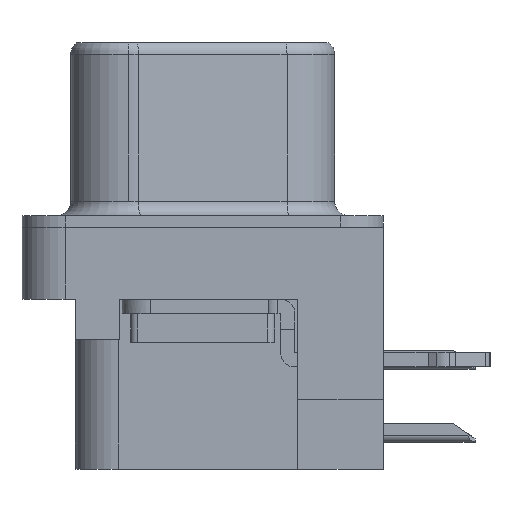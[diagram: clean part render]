
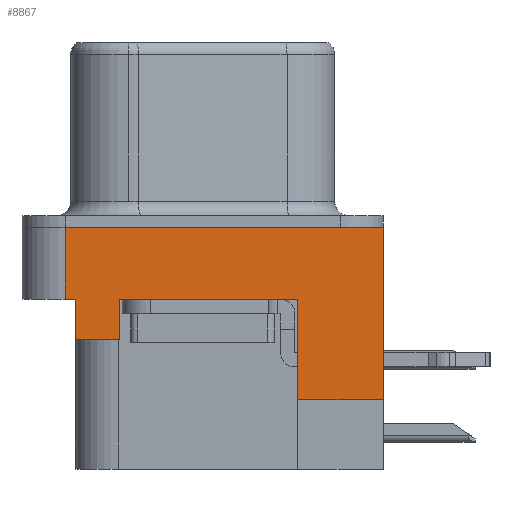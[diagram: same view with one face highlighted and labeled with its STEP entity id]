
A CAD part, left-side view. The second image highlights one B-rep face of the part: STEP entity #8867.
In plain terms, the highlighted planar face has unit normal (-1, 0, 0).
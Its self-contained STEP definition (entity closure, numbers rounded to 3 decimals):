
#141 = LINE ( 'NONE', #14012, #7975 ) ;
#431 = LINE ( 'NONE', #13327, #18329 ) ;
#555 = CARTESIAN_POINT ( 'NONE',  ( -2.935, -6.275, -6. ) ) ;
#926 = FACE_OUTER_BOUND ( 'NONE', #3855, .T. ) ;
#1083 = VECTOR ( 'NONE', #17799, 1000. ) ;
#1831 = VECTOR ( 'NONE', #17971, 1000. ) ;
#2492 = CARTESIAN_POINT ( 'NONE',  ( -2.935, 2.895, -3.9 ) ) ;
#2542 = DIRECTION ( 'NONE',  ( 0., 1., 0. ) ) ;
#2582 = CARTESIAN_POINT ( 'NONE',  ( -2.935, 4.425, -3.9 ) ) ;
#2764 = LINE ( 'NONE', #12517, #6710 ) ;
#3009 = VECTOR ( 'NONE', #2542, 1000. ) ;
#3855 = EDGE_LOOP ( 'NONE', ( #10037, #13105, #17456, #18115, #10275, #6522, #10268, #15580, #10810, #6246 ) ) ;
#5111 = VERTEX_POINT ( 'NONE', #9880 ) ;
#6223 = VECTOR ( 'NONE', #14434, 1000. ) ;
#6246 = ORIENTED_EDGE ( 'NONE', *, *, #11323, .F. ) ;
#6522 = ORIENTED_EDGE ( 'NONE', *, *, #8304, .F. ) ;
#6710 = VECTOR ( 'NONE', #18271, 1000. ) ;
#7540 = CARTESIAN_POINT ( 'NONE',  ( -2.935, 2.895, -2.5 ) ) ;
#7573 = LINE ( 'NONE', #17293, #11312 ) ;
#7723 = DIRECTION ( 'NONE',  ( 0., 0., 1. ) ) ;
#7729 = DIRECTION ( 'NONE',  ( -1., 0., 0. ) ) ;
#7769 = PLANE ( 'NONE',  #8887 ) ;
#7868 = CARTESIAN_POINT ( 'NONE',  ( -2.935, -6.275, -2.5 ) ) ;
#7975 = VECTOR ( 'NONE', #9730, 1000. ) ;
#8304 = EDGE_CURVE ( 'NONE', #16108, #16231, #9834, .T. ) ;
#8705 = CARTESIAN_POINT ( 'NONE',  ( -2.935, 4.425, -3.9 ) ) ;
#8719 = DIRECTION ( 'NONE',  ( 0., 0., 1. ) ) ;
#8841 = LINE ( 'NONE', #10638, #1083 ) ;
#8867 = ADVANCED_FACE ( 'NONE', ( #926 ), #7769, .T. ) ;
#8887 = AXIS2_PLACEMENT_3D ( 'NONE', #7868, #7729, #7723 ) ;
#9369 = CARTESIAN_POINT ( 'NONE',  ( -2.935, -6.275, -2.5 ) ) ;
#9502 = EDGE_CURVE ( 'NONE', #9838, #16108, #14472, .T. ) ;
#9565 = LINE ( 'NONE', #9369, #1831 ) ;
#9730 = DIRECTION ( 'NONE',  ( 0., 1., 0. ) ) ;
#9756 = CARTESIAN_POINT ( 'NONE',  ( -2.935, -3.295, -2.5 ) ) ;
#9813 = EDGE_CURVE ( 'NONE', #14787, #13272, #9565, .T. ) ;
#9834 = LINE ( 'NONE', #12486, #16997 ) ;
#9838 = VERTEX_POINT ( 'NONE', #15115 ) ;
#9880 = CARTESIAN_POINT ( 'NONE',  ( -2.935, -3.295, -6. ) ) ;
#9891 = VECTOR ( 'NONE', #11111, 1000. ) ;
#10037 = ORIENTED_EDGE ( 'NONE', *, *, #16477, .F. ) ;
#10268 = ORIENTED_EDGE ( 'NONE', *, *, #9502, .F. ) ;
#10275 = ORIENTED_EDGE ( 'NONE', *, *, #14852, .T. ) ;
#10389 = CARTESIAN_POINT ( 'NONE',  ( -2.935, 4.425, -2.5 ) ) ;
#10446 = VERTEX_POINT ( 'NONE', #16245 ) ;
#10638 = CARTESIAN_POINT ( 'NONE',  ( -2.935, -3.295, -8.4 ) ) ;
#10810 = ORIENTED_EDGE ( 'NONE', *, *, #9813, .T. ) ;
#11111 = DIRECTION ( 'NONE',  ( 0., 0., 1. ) ) ;
#11312 = VECTOR ( 'NONE', #8719, 1000. ) ;
#11323 = EDGE_CURVE ( 'NONE', #5111, #13272, #8841, .T. ) ;
#11576 = EDGE_CURVE ( 'NONE', #9838, #14787, #13398, .T. ) ;
#11918 = DIRECTION ( 'NONE',  ( 0., -1., 0. ) ) ;
#11999 = VERTEX_POINT ( 'NONE', #16694 ) ;
#12486 = CARTESIAN_POINT ( 'NONE',  ( -2.935, 4.425, -3.9 ) ) ;
#12517 = CARTESIAN_POINT ( 'NONE',  ( -2.935, 4.775, -2.5 ) ) ;
#12522 = DIRECTION ( 'NONE',  ( 0., 0., 1. ) ) ;
#13105 = ORIENTED_EDGE ( 'NONE', *, *, #15504, .T. ) ;
#13272 = VERTEX_POINT ( 'NONE', #9756 ) ;
#13327 = CARTESIAN_POINT ( 'NONE',  ( -2.935, -6.275, -2.5 ) ) ;
#13398 = LINE ( 'NONE', #2492, #9891 ) ;
#13683 = VERTEX_POINT ( 'NONE', #555 ) ;
#13735 = LINE ( 'NONE', #18759, #6223 ) ;
#14012 = CARTESIAN_POINT ( 'NONE',  ( -2.935, -6.495, -6. ) ) ;
#14434 = DIRECTION ( 'NONE',  ( 0., -1., 0. ) ) ;
#14472 = LINE ( 'NONE', #2582, #3009 ) ;
#14787 = VERTEX_POINT ( 'NONE', #7540 ) ;
#14852 = EDGE_CURVE ( 'NONE', #10446, #16231, #431, .T. ) ;
#15115 = CARTESIAN_POINT ( 'NONE',  ( -2.935, 2.895, -3.9 ) ) ;
#15142 = EDGE_CURVE ( 'NONE', #10446, #11999, #2764, .T. ) ;
#15504 = EDGE_CURVE ( 'NONE', #13683, #18249, #7573, .T. ) ;
#15580 = ORIENTED_EDGE ( 'NONE', *, *, #11576, .T. ) ;
#16108 = VERTEX_POINT ( 'NONE', #8705 ) ;
#16128 = EDGE_CURVE ( 'NONE', #11999, #18249, #13735, .T. ) ;
#16231 = VERTEX_POINT ( 'NONE', #10389 ) ;
#16245 = CARTESIAN_POINT ( 'NONE',  ( -2.935, 4.775, -2.5 ) ) ;
#16421 = CARTESIAN_POINT ( 'NONE',  ( -2.935, -6.275, 0. ) ) ;
#16477 = EDGE_CURVE ( 'NONE', #13683, #5111, #141, .T. ) ;
#16694 = CARTESIAN_POINT ( 'NONE',  ( -2.935, 4.775, 0. ) ) ;
#16997 = VECTOR ( 'NONE', #12522, 1000. ) ;
#17293 = CARTESIAN_POINT ( 'NONE',  ( -2.935, -6.275, -2.5 ) ) ;
#17456 = ORIENTED_EDGE ( 'NONE', *, *, #16128, .F. ) ;
#17799 = DIRECTION ( 'NONE',  ( 0., 0., 1. ) ) ;
#17971 = DIRECTION ( 'NONE',  ( 0., -1., 0. ) ) ;
#18115 = ORIENTED_EDGE ( 'NONE', *, *, #15142, .F. ) ;
#18249 = VERTEX_POINT ( 'NONE', #16421 ) ;
#18271 = DIRECTION ( 'NONE',  ( 0., 0., 1. ) ) ;
#18329 = VECTOR ( 'NONE', #11918, 1000. ) ;
#18759 = CARTESIAN_POINT ( 'NONE',  ( -2.935, -6.275, 0. ) ) ;
